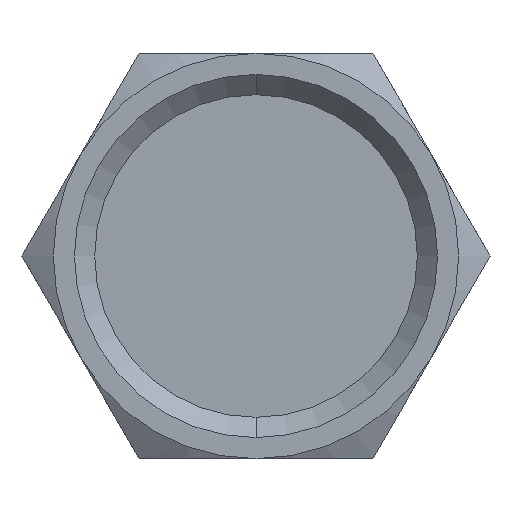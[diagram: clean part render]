
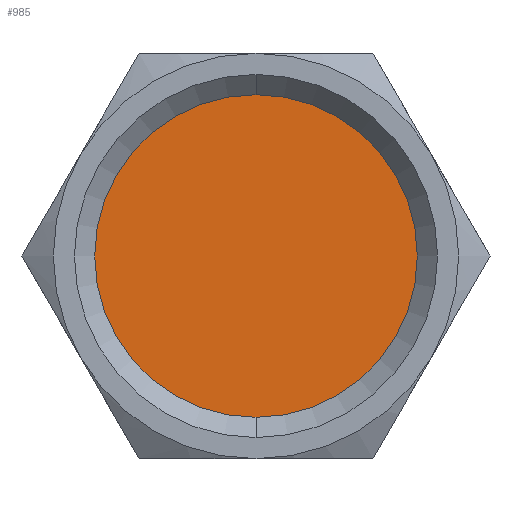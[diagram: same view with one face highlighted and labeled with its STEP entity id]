
A CAD part, front view. The second image highlights one B-rep face of the part: STEP entity #985.
In plain terms, the highlighted planar face has unit normal (0, -1, 0).
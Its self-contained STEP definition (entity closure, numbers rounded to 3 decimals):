
#97 = CIRCLE ( 'NONE', #1465, 9.55 ) ;
#152 = CIRCLE ( 'NONE', #1491, 9.55 ) ;
#341 = VERTEX_POINT ( 'NONE', #892 ) ;
#707 = PLANE ( 'NONE',  #2441 ) ;
#726 = CARTESIAN_POINT ( 'NONE',  ( 0., 2.222, 0. ) ) ;
#727 = DIRECTION ( 'NONE',  ( 0., -1., 0. ) ) ;
#728 = DIRECTION ( 'NONE',  ( 0., 0., -1. ) ) ;
#892 = CARTESIAN_POINT ( 'NONE',  ( 0., 2.222, -9.55 ) ) ;
#985 = ADVANCED_FACE ( 'NONE', ( #2363 ), #707, .T. ) ;
#1042 = EDGE_CURVE ( 'NONE', #341, #2733, #97, .T. ) ;
#1098 = EDGE_LOOP ( 'NONE', ( #1140, #1141 ) ) ;
#1140 = ORIENTED_EDGE ( 'NONE', *, *, #1042, .F. ) ;
#1141 = ORIENTED_EDGE ( 'NONE', *, *, #2297, .F. ) ;
#1465 = AXIS2_PLACEMENT_3D ( 'NONE', #2144, #2145, #2146 ) ;
#1491 = AXIS2_PLACEMENT_3D ( 'NONE', #1901, #1902, #1903 ) ;
#1639 = CARTESIAN_POINT ( 'NONE',  ( 0., 2.222, 9.55 ) ) ;
#1901 = CARTESIAN_POINT ( 'NONE',  ( 0., 2.222, 0. ) ) ;
#1902 = DIRECTION ( 'NONE',  ( 0., 1., 0. ) ) ;
#1903 = DIRECTION ( 'NONE',  ( 0., 0., -1. ) ) ;
#2144 = CARTESIAN_POINT ( 'NONE',  ( 0., 2.222, 0. ) ) ;
#2145 = DIRECTION ( 'NONE',  ( 0., 1., 0. ) ) ;
#2146 = DIRECTION ( 'NONE',  ( 0., 0., -1. ) ) ;
#2297 = EDGE_CURVE ( 'NONE', #2733, #341, #152, .T. ) ;
#2363 = FACE_OUTER_BOUND ( 'NONE', #1098, .T. ) ;
#2441 = AXIS2_PLACEMENT_3D ( 'NONE', #726, #727, #728 ) ;
#2733 = VERTEX_POINT ( 'NONE', #1639 ) ;
